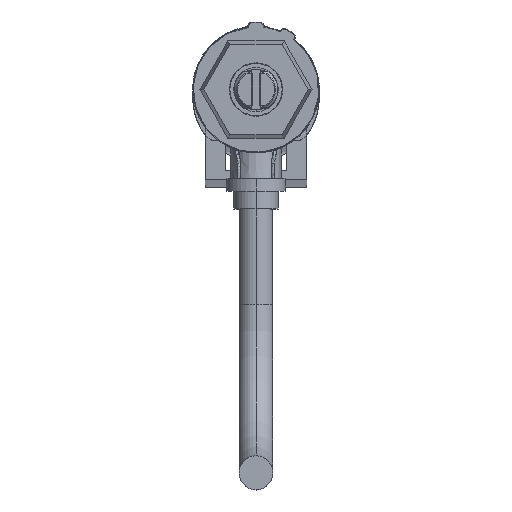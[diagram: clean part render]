
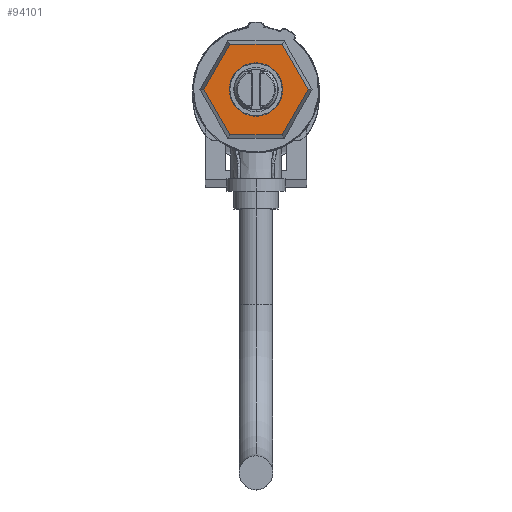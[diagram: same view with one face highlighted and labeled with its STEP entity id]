
A CAD part, top view. The second image highlights one B-rep face of the part: STEP entity #94101.
In plain terms, the highlighted planar face has unit normal (0, 0, 1).
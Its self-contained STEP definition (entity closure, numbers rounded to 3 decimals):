
#33144=DIRECTION('',(1.,0.,0.));
#33145=VECTOR('',#33144,6.178);
#33146=CARTESIAN_POINT('',(-3.089,-3.,280.75));
#33147=LINE('',#33146,#33145);
#33148=DIRECTION('',(0.5,-0.866,0.));
#33149=VECTOR('',#33148,6.178);
#33150=CARTESIAN_POINT('',(-6.178,2.35,280.75));
#33151=LINE('',#33150,#33149);
#33152=DIRECTION('',(-0.5,-0.866,0.));
#33153=VECTOR('',#33152,6.178);
#33154=CARTESIAN_POINT('',(-3.089,7.7,280.75));
#33155=LINE('',#33154,#33153);
#33156=DIRECTION('',(-1.,0.,0.));
#33157=VECTOR('',#33156,6.178);
#33158=CARTESIAN_POINT('',(3.089,7.7,280.75));
#33159=LINE('',#33158,#33157);
#33160=DIRECTION('',(-0.5,0.866,0.));
#33161=VECTOR('',#33160,6.178);
#33162=CARTESIAN_POINT('',(6.178,2.35,280.75));
#33163=LINE('',#33162,#33161);
#33164=DIRECTION('',(0.5,0.866,0.));
#33165=VECTOR('',#33164,6.178);
#33166=CARTESIAN_POINT('',(3.089,-3.,280.75));
#33167=LINE('',#33166,#33165);
#33168=CARTESIAN_POINT('',(0.,2.35,280.75));
#33169=DIRECTION('',(0.,0.,1.));
#33170=DIRECTION('',(1.,0.,0.));
#33171=AXIS2_PLACEMENT_3D('',#33168,#33169,#33170);
#33173=CARTESIAN_POINT('',(0.,2.35,280.75));
#33174=DIRECTION('',(0.,0.,1.));
#33175=DIRECTION('',(-1.,0.,0.));
#33176=AXIS2_PLACEMENT_3D('',#33173,#33174,#33175);
#38825=CARTESIAN_POINT('',(-3.089,-3.,280.75));
#38826=CARTESIAN_POINT('',(3.089,-3.,280.75));
#38827=VERTEX_POINT('',#38825);
#38828=VERTEX_POINT('',#38826);
#38829=CARTESIAN_POINT('',(6.178,2.35,280.75));
#38830=VERTEX_POINT('',#38829);
#38831=CARTESIAN_POINT('',(3.089,7.7,280.75));
#38832=VERTEX_POINT('',#38831);
#38833=CARTESIAN_POINT('',(-3.089,7.7,280.75));
#38834=VERTEX_POINT('',#38833);
#38835=CARTESIAN_POINT('',(-6.178,2.35,280.75));
#38836=VERTEX_POINT('',#38835);
#38890=CARTESIAN_POINT('',(3.152,2.35,280.75));
#38891=VERTEX_POINT('',#38890);
#38892=CARTESIAN_POINT('',(-3.152,2.35,280.75));
#38893=VERTEX_POINT('',#38892);
#94082=CARTESIAN_POINT('',(0.,2.35,280.75));
#94083=DIRECTION('',(0.,0.,1.));
#94084=DIRECTION('',(1.,0.,0.));
#94085=AXIS2_PLACEMENT_3D('',#94082,#94083,#94084);
#94086=PLANE('',#94085);
#94087=ORIENTED_EDGE('',*,*,#94006,.F.);
#94088=ORIENTED_EDGE('',*,*,#94021,.F.);
#94089=ORIENTED_EDGE('',*,*,#94035,.F.);
#94090=ORIENTED_EDGE('',*,*,#94049,.F.);
#94091=ORIENTED_EDGE('',*,*,#94063,.F.);
#94092=ORIENTED_EDGE('',*,*,#94076,.F.);
#94093=EDGE_LOOP('',(#94087,#94088,#94089,#94090,#94091,#94092));
#94094=FACE_OUTER_BOUND('',#94093,.F.);
#94096=ORIENTED_EDGE('',*,*,#94095,.T.);
#94098=ORIENTED_EDGE('',*,*,#94097,.T.);
#94099=EDGE_LOOP('',(#94096,#94098));
#94100=FACE_BOUND('',#94099,.F.);
#94101=ADVANCED_FACE('',(#94094,#94100),#94086,.T.);
#33172=CIRCLE('',#33171,3.152);
#33177=CIRCLE('',#33176,3.152);
#94006=EDGE_CURVE('',#38827,#38828,#33147,.T.);
#94021=EDGE_CURVE('',#38836,#38827,#33151,.T.);
#94035=EDGE_CURVE('',#38834,#38836,#33155,.T.);
#94049=EDGE_CURVE('',#38832,#38834,#33159,.T.);
#94063=EDGE_CURVE('',#38830,#38832,#33163,.T.);
#94076=EDGE_CURVE('',#38828,#38830,#33167,.T.);
#94095=EDGE_CURVE('',#38891,#38893,#33172,.T.);
#94097=EDGE_CURVE('',#38893,#38891,#33177,.T.);
